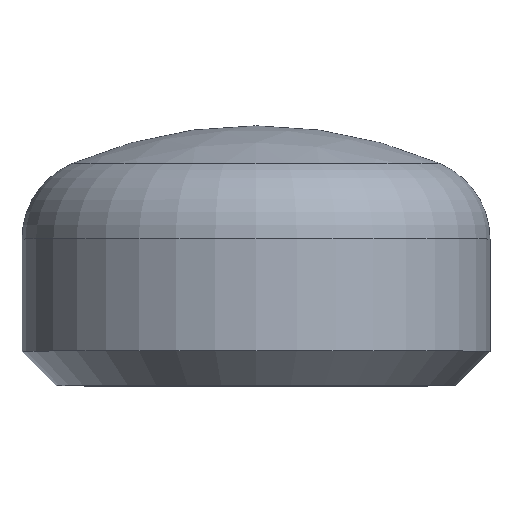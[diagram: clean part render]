
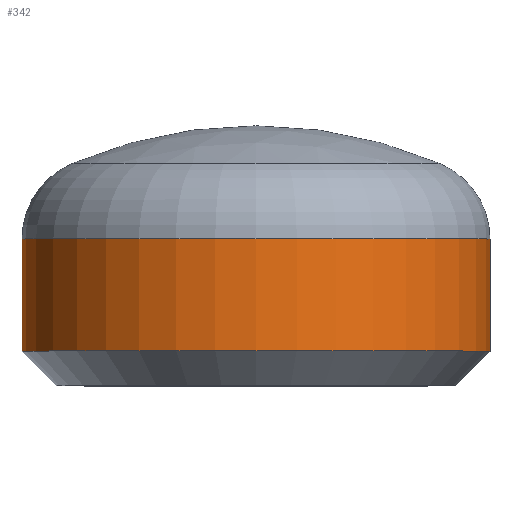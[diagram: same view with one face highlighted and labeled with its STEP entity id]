
A CAD part, top view. The second image highlights one B-rep face of the part: STEP entity #342.
In plain terms, the highlighted cylindrical face has radius 57.15 mm (diameter 114.3 mm), a partial arc.
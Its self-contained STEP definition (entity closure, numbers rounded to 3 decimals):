
#12 = DIRECTION ( 'NONE',  ( 0., 1., 0. ) ) ;
#16 = LINE ( 'NONE', #51, #396 ) ;
#44 = VECTOR ( 'NONE', #404, 1000. ) ;
#46 = CARTESIAN_POINT ( 'NONE',  ( 57.15, 35.847, 0. ) ) ;
#51 = CARTESIAN_POINT ( 'NONE',  ( 57.15, 2817.965, 0. ) ) ;
#67 = VERTEX_POINT ( 'NONE', #46 ) ;
#69 = CARTESIAN_POINT ( 'NONE',  ( 0., 2817.965, 0. ) ) ;
#71 = EDGE_LOOP ( 'NONE', ( #426, #281, #430, #286 ) ) ;
#78 = EDGE_CURVE ( 'NONE', #276, #212, #185, .T. ) ;
#99 = AXIS2_PLACEMENT_3D ( 'NONE', #69, #409, #376 ) ;
#121 = CARTESIAN_POINT ( 'NONE',  ( -57.15, 2817.965, 0. ) ) ;
#124 = EDGE_CURVE ( 'NONE', #134, #67, #16, .T. ) ;
#134 = VERTEX_POINT ( 'NONE', #156 ) ;
#145 = AXIS2_PLACEMENT_3D ( 'NONE', #198, #318, #385 ) ;
#153 = CARTESIAN_POINT ( 'NONE',  ( -57.15, 35.847, 0. ) ) ;
#156 = CARTESIAN_POINT ( 'NONE',  ( 57.15, 8.46, 0. ) ) ;
#163 = CARTESIAN_POINT ( 'NONE',  ( 0., 8.46, 0. ) ) ;
#185 = LINE ( 'NONE', #121, #44 ) ;
#198 = CARTESIAN_POINT ( 'NONE',  ( 0., 35.847, 0. ) ) ;
#212 = VERTEX_POINT ( 'NONE', #153 ) ;
#230 = CIRCLE ( 'NONE', #145, 57.15 ) ;
#245 = AXIS2_PLACEMENT_3D ( 'NONE', #163, #311, #375 ) ;
#246 = CARTESIAN_POINT ( 'NONE',  ( -57.15, 8.46, 0. ) ) ;
#275 = FACE_OUTER_BOUND ( 'NONE', #71, .T. ) ;
#276 = VERTEX_POINT ( 'NONE', #246 ) ;
#281 = ORIENTED_EDGE ( 'NONE', *, *, #124, .T. ) ;
#286 = ORIENTED_EDGE ( 'NONE', *, *, #78, .F. ) ;
#291 = EDGE_CURVE ( 'NONE', #212, #67, #230, .T. ) ;
#311 = DIRECTION ( 'NONE',  ( 0., 1., 0. ) ) ;
#315 = CYLINDRICAL_SURFACE ( 'NONE', #99, 57.15 ) ;
#318 = DIRECTION ( 'NONE',  ( 0., 1., 0. ) ) ;
#337 = EDGE_CURVE ( 'NONE', #276, #134, #379, .T. ) ;
#342 = ADVANCED_FACE ( 'NONE', ( #275 ), #315, .T. ) ;
#375 = DIRECTION ( 'NONE',  ( 1., 0., 0. ) ) ;
#376 = DIRECTION ( 'NONE',  ( -1., 0., 0. ) ) ;
#379 = CIRCLE ( 'NONE', #245, 57.15 ) ;
#385 = DIRECTION ( 'NONE',  ( -1., 0., 0. ) ) ;
#396 = VECTOR ( 'NONE', #12, 1000. ) ;
#404 = DIRECTION ( 'NONE',  ( 0., 1., 0. ) ) ;
#409 = DIRECTION ( 'NONE',  ( 0., 1., 0. ) ) ;
#426 = ORIENTED_EDGE ( 'NONE', *, *, #337, .T. ) ;
#430 = ORIENTED_EDGE ( 'NONE', *, *, #291, .F. ) ;
